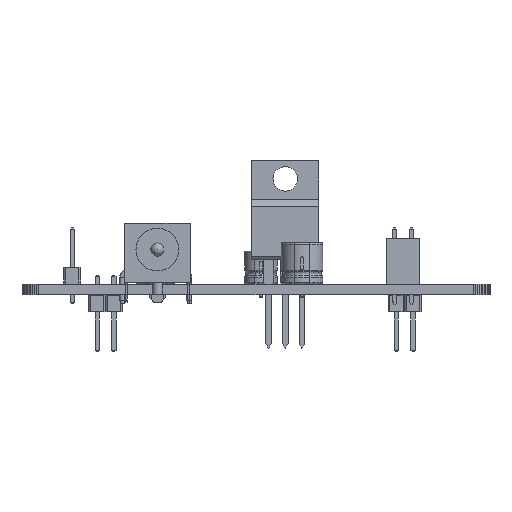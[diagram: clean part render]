
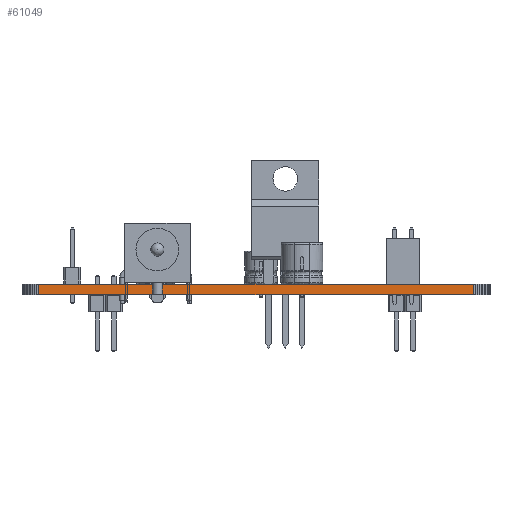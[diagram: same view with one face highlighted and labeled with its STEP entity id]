
A CAD part, left-side view. The second image highlights one B-rep face of the part: STEP entity #61049.
In plain terms, the highlighted planar face has unit normal (-1, 0, 0).
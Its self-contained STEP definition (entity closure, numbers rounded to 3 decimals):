
#45258 = PLANE('',#45259);
#45259 = AXIS2_PLACEMENT_3D('',#45260,#45261,#45262);
#45260 = CARTESIAN_POINT('',(118.805,-95.247,1.58));
#45261 = DIRECTION('',(-0.,-0.,-1.));
#45262 = DIRECTION('',(-1.,0.,0.));
#45312 = PLANE('',#45313);
#45313 = AXIS2_PLACEMENT_3D('',#45314,#45315,#45316);
#45314 = CARTESIAN_POINT('',(118.805,-95.247,0.));
#45315 = DIRECTION('',(-0.,-0.,-1.));
#45316 = DIRECTION('',(-1.,0.,0.));
#49537 = VERTEX_POINT('',#49538);
#49538 = CARTESIAN_POINT('',(92.075,-128.27,0.));
#49552 = PLANE('',#49553);
#49553 = AXIS2_PLACEMENT_3D('',#49554,#49555,#49556);
#49554 = CARTESIAN_POINT('',(92.094,-128.576,0.));
#49555 = DIRECTION('',(-0.998,-0.06,0.));
#49556 = DIRECTION('',(-0.06,0.998,0.));
#49564 = EDGE_CURVE('',#49537,#49565,#49567,.T.);
#49565 = VERTEX_POINT('',#49566);
#49566 = CARTESIAN_POINT('',(92.075,-62.23,0.));
#49567 = SURFACE_CURVE('',#49568,(#49572,#49579),.PCURVE_S1.);
#49568 = LINE('',#49569,#49570);
#49569 = CARTESIAN_POINT('',(92.075,-128.27,0.));
#49570 = VECTOR('',#49571,1.);
#49571 = DIRECTION('',(0.,1.,0.));
#49572 = PCURVE('',#45312,#49573);
#49573 = DEFINITIONAL_REPRESENTATION('',(#49574),#49578);
#49574 = LINE('',#49575,#49576);
#49575 = CARTESIAN_POINT('',(26.73,-33.023));
#49576 = VECTOR('',#49577,1.);
#49577 = DIRECTION('',(0.,1.));
#49578 = ( GEOMETRIC_REPRESENTATION_CONTEXT(2) 
PARAMETRIC_REPRESENTATION_CONTEXT() REPRESENTATION_CONTEXT('2D SPACE',''
  ) );
#49579 = PCURVE('',#49580,#49585);
#49580 = PLANE('',#49581);
#49581 = AXIS2_PLACEMENT_3D('',#49582,#49583,#49584);
#49582 = CARTESIAN_POINT('',(92.075,-128.27,0.));
#49583 = DIRECTION('',(-1.,0.,0.));
#49584 = DIRECTION('',(0.,1.,0.));
#49585 = DEFINITIONAL_REPRESENTATION('',(#49586),#49590);
#49586 = LINE('',#49587,#49588);
#49587 = CARTESIAN_POINT('',(0.,0.));
#49588 = VECTOR('',#49589,1.);
#49589 = DIRECTION('',(1.,0.));
#49590 = ( GEOMETRIC_REPRESENTATION_CONTEXT(2) 
PARAMETRIC_REPRESENTATION_CONTEXT() REPRESENTATION_CONTEXT('2D SPACE',''
  ) );
#49608 = PLANE('',#49609);
#49609 = AXIS2_PLACEMENT_3D('',#49610,#49611,#49612);
#49610 = CARTESIAN_POINT('',(92.075,-62.23,0.));
#49611 = DIRECTION('',(-0.998,0.06,0.));
#49612 = DIRECTION('',(0.06,0.998,0.));
#56916 = VERTEX_POINT('',#56917);
#56917 = CARTESIAN_POINT('',(92.075,-128.27,1.58));
#56938 = EDGE_CURVE('',#56916,#56939,#56941,.T.);
#56939 = VERTEX_POINT('',#56940);
#56940 = CARTESIAN_POINT('',(92.075,-62.23,1.58));
#56941 = SURFACE_CURVE('',#56942,(#56946,#56953),.PCURVE_S1.);
#56942 = LINE('',#56943,#56944);
#56943 = CARTESIAN_POINT('',(92.075,-128.27,1.58));
#56944 = VECTOR('',#56945,1.);
#56945 = DIRECTION('',(0.,1.,0.));
#56946 = PCURVE('',#45258,#56947);
#56947 = DEFINITIONAL_REPRESENTATION('',(#56948),#56952);
#56948 = LINE('',#56949,#56950);
#56949 = CARTESIAN_POINT('',(26.73,-33.023));
#56950 = VECTOR('',#56951,1.);
#56951 = DIRECTION('',(0.,1.));
#56952 = ( GEOMETRIC_REPRESENTATION_CONTEXT(2) 
PARAMETRIC_REPRESENTATION_CONTEXT() REPRESENTATION_CONTEXT('2D SPACE',''
  ) );
#56953 = PCURVE('',#49580,#56954);
#56954 = DEFINITIONAL_REPRESENTATION('',(#56955),#56959);
#56955 = LINE('',#56956,#56957);
#56956 = CARTESIAN_POINT('',(0.,-1.58));
#56957 = VECTOR('',#56958,1.);
#56958 = DIRECTION('',(1.,0.));
#56959 = ( GEOMETRIC_REPRESENTATION_CONTEXT(2) 
PARAMETRIC_REPRESENTATION_CONTEXT() REPRESENTATION_CONTEXT('2D SPACE',''
  ) );
#60999 = EDGE_CURVE('',#49565,#56939,#61000,.T.);
#61000 = SURFACE_CURVE('',#61001,(#61005,#61012),.PCURVE_S1.);
#61001 = LINE('',#61002,#61003);
#61002 = CARTESIAN_POINT('',(92.075,-62.23,0.));
#61003 = VECTOR('',#61004,1.);
#61004 = DIRECTION('',(0.,0.,1.));
#61005 = PCURVE('',#49608,#61006);
#61006 = DEFINITIONAL_REPRESENTATION('',(#61007),#61011);
#61007 = LINE('',#61008,#61009);
#61008 = CARTESIAN_POINT('',(0.,0.));
#61009 = VECTOR('',#61010,1.);
#61010 = DIRECTION('',(0.,-1.));
#61011 = ( GEOMETRIC_REPRESENTATION_CONTEXT(2) 
PARAMETRIC_REPRESENTATION_CONTEXT() REPRESENTATION_CONTEXT('2D SPACE',''
  ) );
#61012 = PCURVE('',#49580,#61013);
#61013 = DEFINITIONAL_REPRESENTATION('',(#61014),#61018);
#61014 = LINE('',#61015,#61016);
#61015 = CARTESIAN_POINT('',(66.04,0.));
#61016 = VECTOR('',#61017,1.);
#61017 = DIRECTION('',(0.,-1.));
#61018 = ( GEOMETRIC_REPRESENTATION_CONTEXT(2) 
PARAMETRIC_REPRESENTATION_CONTEXT() REPRESENTATION_CONTEXT('2D SPACE',''
  ) );
#61049 = ADVANCED_FACE('',(#61050),#49580,.T.);
#61050 = FACE_BOUND('',#61051,.T.);
#61051 = EDGE_LOOP('',(#61052,#61073,#61074,#61075));
#61052 = ORIENTED_EDGE('',*,*,#61053,.T.);
#61053 = EDGE_CURVE('',#49537,#56916,#61054,.T.);
#61054 = SURFACE_CURVE('',#61055,(#61059,#61066),.PCURVE_S1.);
#61055 = LINE('',#61056,#61057);
#61056 = CARTESIAN_POINT('',(92.075,-128.27,0.));
#61057 = VECTOR('',#61058,1.);
#61058 = DIRECTION('',(0.,0.,1.));
#61059 = PCURVE('',#49580,#61060);
#61060 = DEFINITIONAL_REPRESENTATION('',(#61061),#61065);
#61061 = LINE('',#61062,#61063);
#61062 = CARTESIAN_POINT('',(0.,0.));
#61063 = VECTOR('',#61064,1.);
#61064 = DIRECTION('',(0.,-1.));
#61065 = ( GEOMETRIC_REPRESENTATION_CONTEXT(2) 
PARAMETRIC_REPRESENTATION_CONTEXT() REPRESENTATION_CONTEXT('2D SPACE',''
  ) );
#61066 = PCURVE('',#49552,#61067);
#61067 = DEFINITIONAL_REPRESENTATION('',(#61068),#61072);
#61068 = LINE('',#61069,#61070);
#61069 = CARTESIAN_POINT('',(0.307,0.));
#61070 = VECTOR('',#61071,1.);
#61071 = DIRECTION('',(0.,-1.));
#61072 = ( GEOMETRIC_REPRESENTATION_CONTEXT(2) 
PARAMETRIC_REPRESENTATION_CONTEXT() REPRESENTATION_CONTEXT('2D SPACE',''
  ) );
#61073 = ORIENTED_EDGE('',*,*,#56938,.T.);
#61074 = ORIENTED_EDGE('',*,*,#60999,.F.);
#61075 = ORIENTED_EDGE('',*,*,#49564,.F.);
